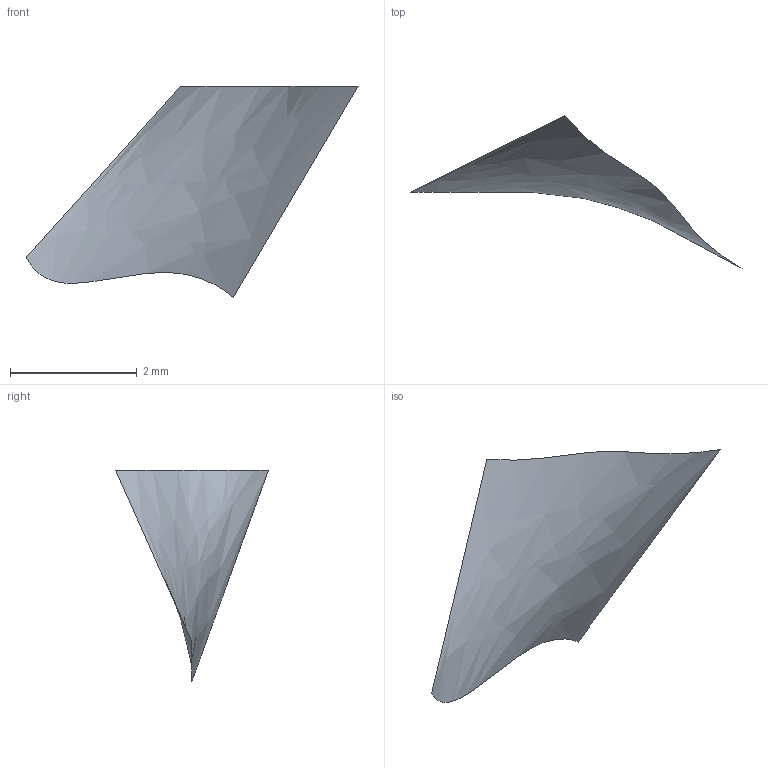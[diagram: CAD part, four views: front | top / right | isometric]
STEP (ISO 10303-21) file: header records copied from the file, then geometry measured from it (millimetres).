
FILE_DESCRIPTION(('FreeCAD Model'),'2;1');
FILE_NAME('freecad.stp','2020-02-09T21:38:52', ('Author'),(''),'Open CASCADE STEP processor 7.3','FreeCAD','Unknown' );
FILE_SCHEMA(('AUTOMOTIVE_DESIGN { 1 0 10303 214 1 1 1 1 }'));
Length unit declared in the file: millimetre
Products named in the file (1): Surface
Bounding box: 5.24 x 2.41 x 3.34 mm (x, y, z)
Surface area: 11.5 mm2 (no closed solid volume)
Topology: 0 solids, 1 shells, 1 faces, 4 edges, 4 vertices
Faces by surface type: bspline 1
Entity records: 103 total; most frequent: CARTESIAN_POINT 33, DIRECTION 6, ORIENTED_EDGE 4, EDGE_CURVE 4, VERTEX_POINT 4, SURFACE_CURVE 4, B_SPLINE_CURVE_WITH_KNOTS 4, PCURVE 4
